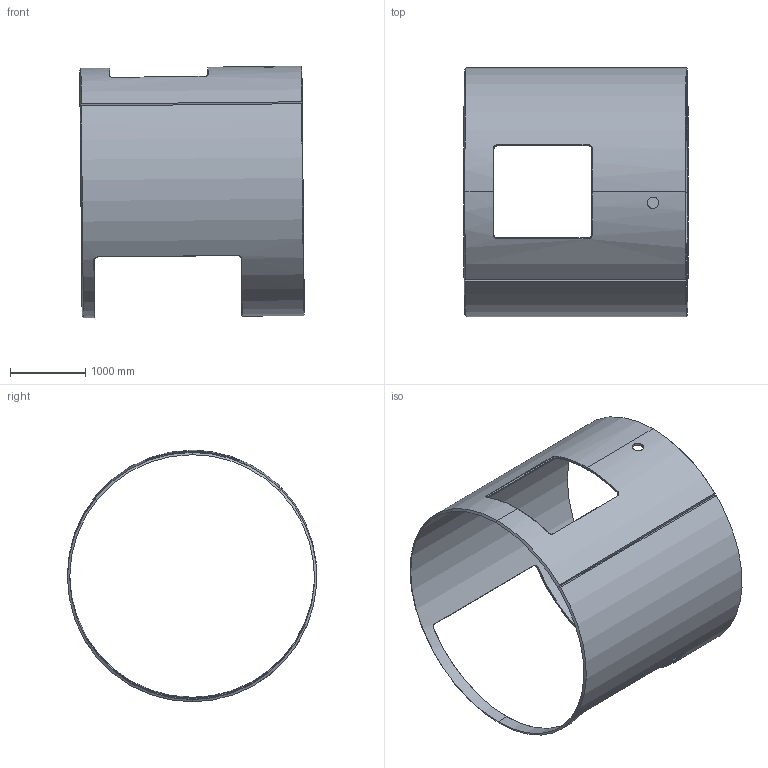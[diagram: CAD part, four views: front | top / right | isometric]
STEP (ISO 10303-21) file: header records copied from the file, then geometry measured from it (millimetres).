
FILE_DESCRIPTION(('CoCreate Modeling STEP Export'),'2;1');
FILE_NAME('s8.stp','2011-05-24T10:35:25',(''),(''),'CoCreate Modeling STEP processor for AP214 (Solid Model)','CoCreate Modeling 18.0P1120 20-Nov-2010 (C) Parametric Technology GmbH','');
FILE_SCHEMA(('AUTOMOTIVE_DESIGN { 1 0 10303 214 1 1 1 1 }'));
Length unit declared in the file: millimetre
Products named in the file (2): 204_SHELL-OA17.PRT
Assembly tree (1 placements, depth 2):
  204_SHELL-OA17.PRT
    204_SHELL-OA17.PRT
Bounding box: 2982.5 x 3306.7 x 3339.08 mm (x, y, z)
Volume: 658711633.2 mm3; surface area: 45156625.5 mm2
Topology: 1 solids, 1 shells, 67 faces, 165 edges, 96 vertices
Faces by surface type: plane 18, cone 17, bspline 16, cylinder 16
Entity records: 2970 total; most frequent: CARTESIAN_POINT 991, ORIENTED_EDGE 330, DIRECTION 244, EDGE_CURVE 165, VERTEX_POINT 96, VECTOR 82, LINE 82, AXIS2_PLACEMENT_3D 81
